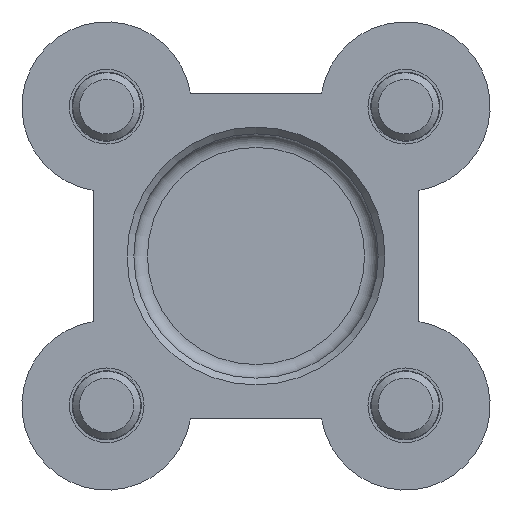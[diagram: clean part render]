
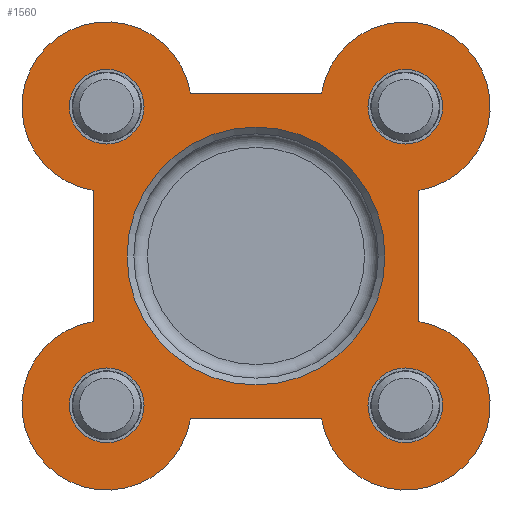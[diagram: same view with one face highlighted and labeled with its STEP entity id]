
A CAD part, front view. The second image highlights one B-rep face of the part: STEP entity #1560.
In plain terms, the highlighted planar face has unit normal (0, -1, 0).
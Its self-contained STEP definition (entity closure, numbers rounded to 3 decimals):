
#126=CIRCLE('',#1656,6.25);
#128=CIRCLE('',#1659,6.25);
#130=CIRCLE('',#1663,6.25);
#132=CIRCLE('',#1670,6.25);
#133=CIRCLE('',#1673,9.5);
#134=CIRCLE('',#1674,2.75);
#135=CIRCLE('',#1675,2.75);
#136=CIRCLE('',#1676,2.75);
#137=CIRCLE('',#1677,2.75);
#319=ORIENTED_EDGE('',*,*,#599,.F.);
#320=ORIENTED_EDGE('',*,*,#600,.F.);
#321=ORIENTED_EDGE('',*,*,#601,.F.);
#322=ORIENTED_EDGE('',*,*,#602,.F.);
#323=ORIENTED_EDGE('',*,*,#603,.F.);
#324=ORIENTED_EDGE('',*,*,#571,.F.);
#325=ORIENTED_EDGE('',*,*,#588,.F.);
#326=ORIENTED_EDGE('',*,*,#584,.F.);
#327=ORIENTED_EDGE('',*,*,#580,.F.);
#328=ORIENTED_EDGE('',*,*,#546,.F.);
#329=ORIENTED_EDGE('',*,*,#598,.F.);
#330=ORIENTED_EDGE('',*,*,#536,.F.);
#331=ORIENTED_EDGE('',*,*,#577,.F.);
#536=EDGE_CURVE('',#698,#699,#795,.T.);
#546=EDGE_CURVE('',#704,#705,#803,.T.);
#571=EDGE_CURVE('',#721,#722,#820,.T.);
#577=EDGE_CURVE('',#722,#698,#126,.T.);
#580=EDGE_CURVE('',#705,#726,#128,.T.);
#584=EDGE_CURVE('',#726,#729,#828,.T.);
#588=EDGE_CURVE('',#729,#721,#130,.T.);
#598=EDGE_CURVE('',#699,#704,#132,.T.);
#599=EDGE_CURVE('',#733,#733,#133,.T.);
#600=EDGE_CURVE('',#734,#734,#134,.T.);
#601=EDGE_CURVE('',#735,#735,#135,.T.);
#602=EDGE_CURVE('',#736,#736,#136,.T.);
#603=EDGE_CURVE('',#737,#737,#137,.T.);
#698=VERTEX_POINT('',#2246);
#699=VERTEX_POINT('',#2248);
#704=VERTEX_POINT('',#2264);
#705=VERTEX_POINT('',#2266);
#721=VERTEX_POINT('',#2331);
#722=VERTEX_POINT('',#2333);
#726=VERTEX_POINT('',#2347);
#729=VERTEX_POINT('',#2357);
#733=VERTEX_POINT('',#2401);
#734=VERTEX_POINT('',#2403);
#735=VERTEX_POINT('',#2405);
#736=VERTEX_POINT('',#2407);
#737=VERTEX_POINT('',#2409);
#795=LINE('',#2247,#869);
#803=LINE('',#2265,#877);
#820=LINE('',#2332,#894);
#828=LINE('',#2356,#902);
#869=VECTOR('',#1812,1000.);
#877=VECTOR('',#1828,1000.);
#894=VECTOR('',#1873,1000.);
#902=VECTOR('',#1899,1000.);
#953=EDGE_LOOP('',(#319));
#954=EDGE_LOOP('',(#320));
#955=EDGE_LOOP('',(#321));
#956=EDGE_LOOP('',(#322));
#957=EDGE_LOOP('',(#323));
#958=EDGE_LOOP('',(#324,#325,#326,#327,#328,#329,#330,#331));
#1061=FACE_BOUND('',#953,.T.);
#1062=FACE_BOUND('',#954,.T.);
#1063=FACE_BOUND('',#955,.T.);
#1064=FACE_BOUND('',#956,.T.);
#1065=FACE_BOUND('',#957,.T.);
#1066=FACE_BOUND('',#958,.T.);
#1157=PLANE('',#1672);
#1560=ADVANCED_FACE('',(#1061,#1062,#1063,#1064,#1065,#1066),#1157,.F.);
#1656=AXIS2_PLACEMENT_3D('',#2343,#1885,#1886);
#1659=AXIS2_PLACEMENT_3D('',#2349,#1892,#1893);
#1663=AXIS2_PLACEMENT_3D('',#2363,#1906,#1907);
#1670=AXIS2_PLACEMENT_3D('',#2397,#1923,#1924);
#1672=AXIS2_PLACEMENT_3D('',#2399,#1927,#1928);
#1673=AXIS2_PLACEMENT_3D('',#2400,#1929,#1930);
#1674=AXIS2_PLACEMENT_3D('',#2402,#1931,#1932);
#1675=AXIS2_PLACEMENT_3D('',#2404,#1933,#1934);
#1676=AXIS2_PLACEMENT_3D('',#2406,#1935,#1936);
#1677=AXIS2_PLACEMENT_3D('',#2408,#1937,#1938);
#1812=DIRECTION('',(1.,0.,0.));
#1828=DIRECTION('',(0.,0.,-1.));
#1873=DIRECTION('',(0.,0.,1.));
#1885=DIRECTION('',(0.,1.,0.));
#1886=DIRECTION('',(1.,0.,0.));
#1892=DIRECTION('',(0.,1.,0.));
#1893=DIRECTION('',(1.,0.,0.));
#1899=DIRECTION('',(-1.,0.,0.));
#1906=DIRECTION('',(0.,1.,0.));
#1907=DIRECTION('',(1.,0.,0.));
#1923=DIRECTION('',(0.,1.,0.));
#1924=DIRECTION('',(1.,0.,0.));
#1927=DIRECTION('',(0.,1.,0.));
#1928=DIRECTION('',(0.,0.,1.));
#1929=DIRECTION('',(0.,-1.,0.));
#1930=DIRECTION('',(0.,0.,-1.));
#1931=DIRECTION('',(0.,-1.,0.));
#1932=DIRECTION('',(0.,0.,-1.));
#1933=DIRECTION('',(0.,-1.,0.));
#1934=DIRECTION('',(0.,0.,-1.));
#1935=DIRECTION('',(0.,-1.,0.));
#1936=DIRECTION('',(0.,0.,-1.));
#1937=DIRECTION('',(0.,-1.,0.));
#1938=DIRECTION('',(0.,0.,-1.));
#2246=CARTESIAN_POINT('',(-4.831,0.,12.));
#2247=CARTESIAN_POINT('',(-4.831,0.,12.));
#2248=CARTESIAN_POINT('',(4.831,0.,12.));
#2264=CARTESIAN_POINT('',(12.,0.,4.831));
#2265=CARTESIAN_POINT('',(12.,0.,4.831));
#2266=CARTESIAN_POINT('',(12.,0.,-4.831));
#2331=CARTESIAN_POINT('',(-12.,0.,-4.831));
#2332=CARTESIAN_POINT('',(-12.,0.,-4.831));
#2333=CARTESIAN_POINT('',(-12.,0.,4.831));
#2343=CARTESIAN_POINT('',(-11.,0.,11.));
#2347=CARTESIAN_POINT('',(4.831,0.,-12.));
#2349=CARTESIAN_POINT('',(11.,0.,-11.));
#2356=CARTESIAN_POINT('',(4.831,0.,-12.));
#2357=CARTESIAN_POINT('',(-4.831,0.,-12.));
#2363=CARTESIAN_POINT('',(-11.,0.,-11.));
#2397=CARTESIAN_POINT('',(11.,0.,11.));
#2399=CARTESIAN_POINT('',(-11.,0.,11.));
#2400=CARTESIAN_POINT('',(0.,0.,0.));
#2401=CARTESIAN_POINT('',(0.,0.,-9.5));
#2402=CARTESIAN_POINT('',(-11.,0.,11.));
#2403=CARTESIAN_POINT('',(-11.,0.,8.25));
#2404=CARTESIAN_POINT('',(-11.,0.,-11.));
#2405=CARTESIAN_POINT('',(-11.,0.,-13.75));
#2406=CARTESIAN_POINT('',(11.,0.,-11.));
#2407=CARTESIAN_POINT('',(11.,0.,-13.75));
#2408=CARTESIAN_POINT('',(11.,0.,11.));
#2409=CARTESIAN_POINT('',(11.,0.,8.25));
